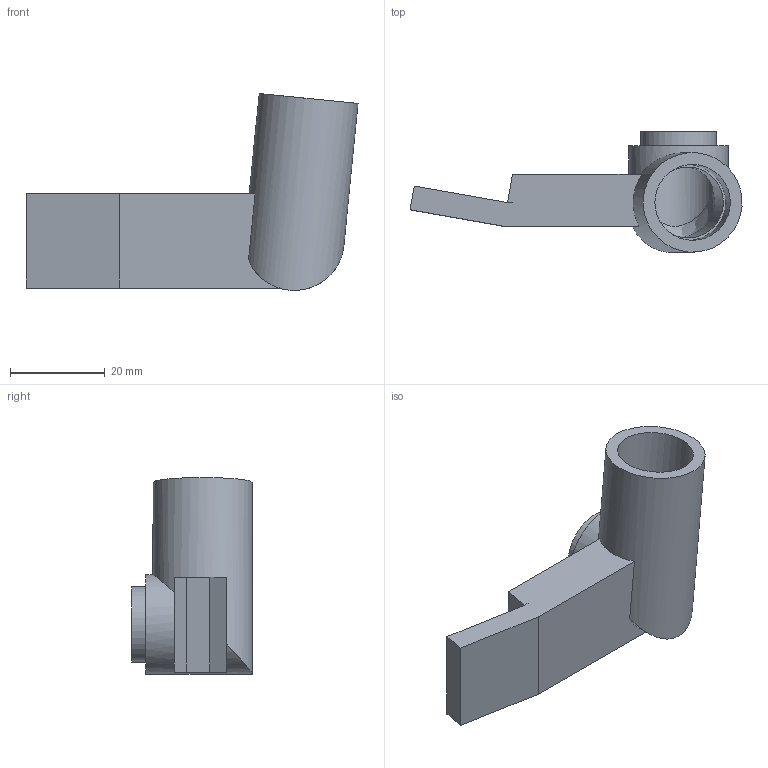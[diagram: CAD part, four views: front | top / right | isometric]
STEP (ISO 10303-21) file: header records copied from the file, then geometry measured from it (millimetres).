
FILE_DESCRIPTION(/* description */ (''),/* implementation_level */ '2;1');
FILE_NAME(/* name */ 'Elbow 3 v4 1 part v1.step',/* time_stamp */ '2023-04-12T11:02:51-04:00',/* author */ (''),/* organization */ (''),/* preprocessor_version */ 'ST-DEVELOPER v19.2',/* originating_system */ 'Autodesk Translation Framework v12.4.0.73',/* authorisation */ '');
FILE_SCHEMA (('AUTOMOTIVE_DESIGN { 1 0 10303 214 3 1 1 }'));
Length unit declared in the file: millimetre
Products named in the file (1): Elbow 3 v4 1 part
Bounding box: 70.05 x 25.49 x 41.54 mm (x, y, z)
Volume: 14943.3 mm3; surface area: 8148.1 mm2
Topology: 1 solids, 1 shells, 26 faces, 66 edges, 42 vertices
Faces by surface type: plane 18, cylinder 6, bspline 2
Full cylindrical faces by diameter (mm): 15 x2, 16 x2, 21 x2
Entity records: 981 total; most frequent: CARTESIAN_POINT 309, ORIENTED_EDGE 132, DIRECTION 132, EDGE_CURVE 66, AXIS2_PLACEMENT_3D 47, VERTEX_POINT 42, LINE 38, VECTOR 38
